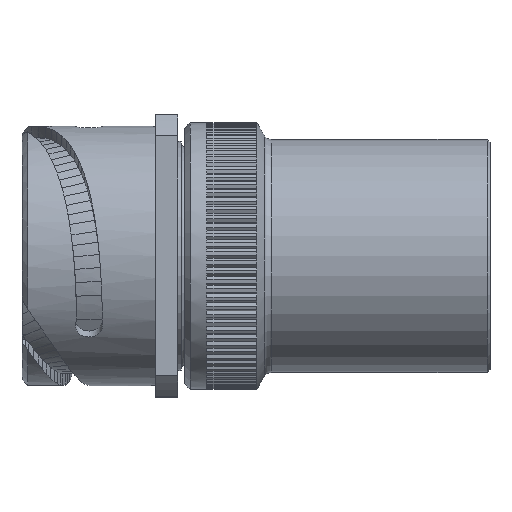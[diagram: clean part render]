
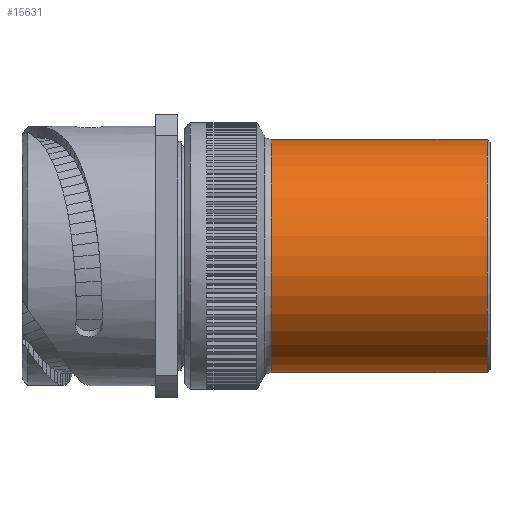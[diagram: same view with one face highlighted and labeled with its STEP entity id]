
A CAD part, top view. The second image highlights one B-rep face of the part: STEP entity #15631.
In plain terms, the highlighted cylindrical face has radius 21 mm (diameter 42 mm), a partial arc.
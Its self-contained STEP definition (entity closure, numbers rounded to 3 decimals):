
#45=CARTESIAN_POINT('',(54.5,0.,0.));
#46=DIRECTION('',(1.,0.,0.));
#47=DIRECTION('',(0.,1.,0.));
#48=AXIS2_PLACEMENT_3D('',#45,#46,#47);
#50=DIRECTION('',(-1.,0.,0.));
#51=VECTOR('',#50,38.902);
#52=CARTESIAN_POINT('',(54.5,21.,0.));
#53=LINE('1165',#52,#51);
#54=DIRECTION('',(-1.,0.,0.));
#55=VECTOR('',#54,38.902);
#56=CARTESIAN_POINT('',(54.5,-21.,0.));
#57=LINE('1167',#56,#55);
#78=CARTESIAN_POINT('',(15.598,0.,0.));
#79=DIRECTION('',(1.,0.,0.));
#80=DIRECTION('',(0.,1.,0.));
#81=AXIS2_PLACEMENT_3D('',#78,#79,#80);
#12879=CARTESIAN_POINT('',(54.5,21.,0.));
#12880=CARTESIAN_POINT('',(15.598,21.,0.));
#12881=VERTEX_POINT('',#12879);
#12882=VERTEX_POINT('',#12880);
#12887=CARTESIAN_POINT('',(54.5,-21.,0.));
#12888=CARTESIAN_POINT('',(15.598,-21.,0.));
#12889=VERTEX_POINT('',#12887);
#12890=VERTEX_POINT('',#12888);
#15617=CARTESIAN_POINT('',(-2.75,0.,0.));
#15618=DIRECTION('',(1.,0.,0.));
#15619=DIRECTION('',(0.,-1.,0.));
#15620=AXIS2_PLACEMENT_3D('',#15617,#15618,#15619);
#15621=CYLINDRICAL_SURFACE('246',#15620,21.);
#15623=ORIENTED_EDGE('1165',*,*,#15622,.F.);
#15624=ORIENTED_EDGE('1215',*,*,#15605,.T.);
#15626=ORIENTED_EDGE('1167',*,*,#15625,.T.);
#15628=ORIENTED_EDGE('1208',*,*,#15627,.F.);
#15629=EDGE_LOOP('246',(#15623,#15624,#15626,#15628));
#15630=FACE_OUTER_BOUND('246',#15629,.F.);
#49=CIRCLE('1215',#48,21.);
#82=CIRCLE('1208',#81,21.);
#15605=EDGE_CURVE('1215',#12881,#12889,#49,.T.);
#15622=EDGE_CURVE('1165',#12881,#12882,#53,.T.);
#15625=EDGE_CURVE('1167',#12889,#12890,#57,.T.);
#15627=EDGE_CURVE('1208',#12882,#12890,#82,.T.);
#15631=ADVANCED_FACE('246',(#15630),#15621,.T.);
